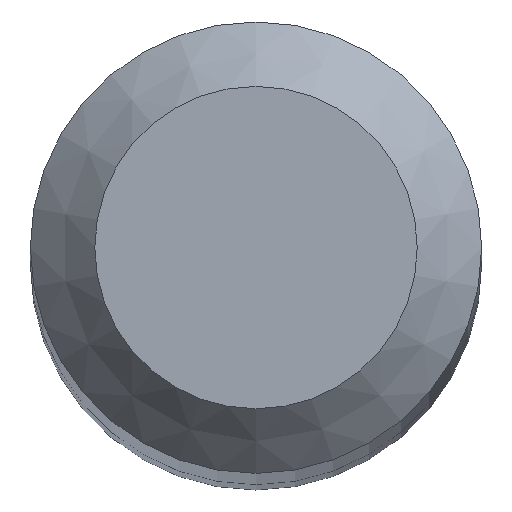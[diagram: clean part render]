
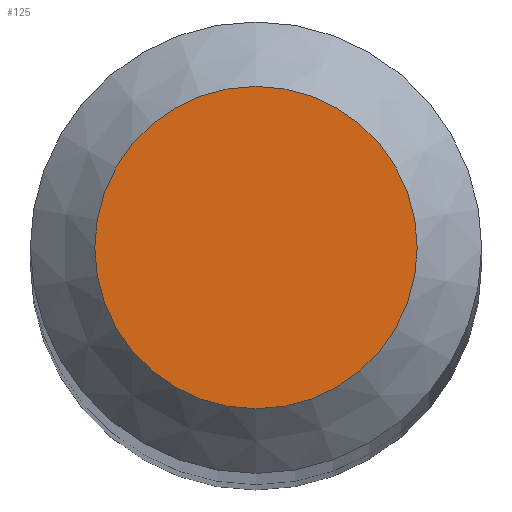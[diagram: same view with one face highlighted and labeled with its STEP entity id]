
A CAD part, top view. The second image highlights one B-rep face of the part: STEP entity #125.
In plain terms, the highlighted planar face has unit normal (0, 0, 1).
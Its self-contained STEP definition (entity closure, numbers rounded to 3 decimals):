
#2 = CARTESIAN_POINT ( 'NONE',  ( 0., 0.5, 30. ) ) ;
#16 = CARTESIAN_POINT ( 'NONE',  ( 0., 0., 30. ) ) ;
#19 = AXIS2_PLACEMENT_3D ( 'NONE', #16, #29, #155 ) ;
#26 = EDGE_CURVE ( 'NONE', #157, #157, #45, .T. ) ;
#29 = DIRECTION ( 'NONE',  ( 0., 0., -1. ) ) ;
#45 = CIRCLE ( 'NONE', #191, 0.5 ) ;
#54 = DIRECTION ( 'NONE',  ( 0., 0., -1. ) ) ;
#104 = PLANE ( 'NONE',  #19 ) ;
#112 = ORIENTED_EDGE ( 'NONE', *, *, #26, .F. ) ;
#125 = ADVANCED_FACE ( 'NONE', ( #172 ), #104, .F. ) ;
#132 = DIRECTION ( 'NONE',  ( 0., 1., 0. ) ) ;
#155 = DIRECTION ( 'NONE',  ( 0., 1., 0. ) ) ;
#157 = VERTEX_POINT ( 'NONE', #2 ) ;
#167 = CARTESIAN_POINT ( 'NONE',  ( 0., 0., 30. ) ) ;
#172 = FACE_OUTER_BOUND ( 'NONE', #198, .T. ) ;
#191 = AXIS2_PLACEMENT_3D ( 'NONE', #167, #54, #132 ) ;
#198 = EDGE_LOOP ( 'NONE', ( #112 ) ) ;
